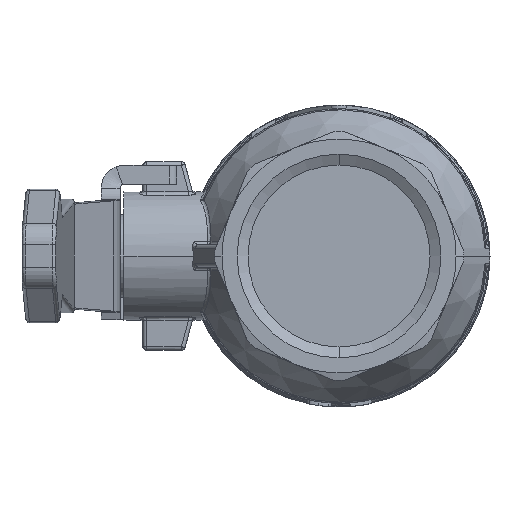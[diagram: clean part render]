
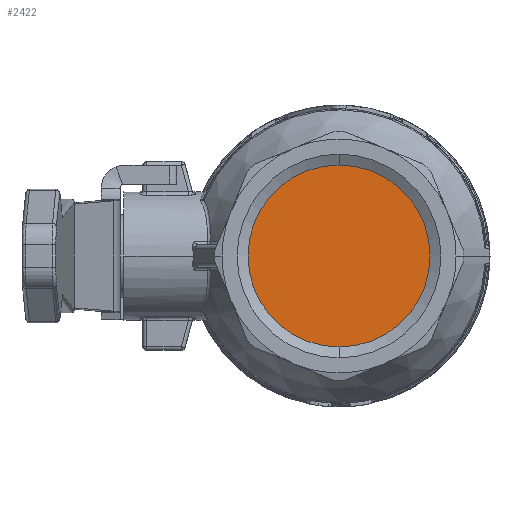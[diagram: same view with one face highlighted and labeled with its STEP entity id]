
A CAD part, left-side view. The second image highlights one B-rep face of the part: STEP entity #2422.
In plain terms, the highlighted planar face has unit normal (-1, 0, 0).
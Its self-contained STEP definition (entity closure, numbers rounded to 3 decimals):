
#2422=ADVANCED_FACE('NONE',(#5329),#5330,.F.);
#5329=FACE_OUTER_BOUND('',#12772,.T.);
#5330=PLANE('',#12773);
#12772=EDGE_LOOP('',(#20779,#20780));
#12773=AXIS2_PLACEMENT_3D('',#20781,#20782,#20783);
#20779=ORIENTED_EDGE('',*,*,#24542,.T.);
#20780=ORIENTED_EDGE('',*,*,#26584,.T.);
#20781=CARTESIAN_POINT('',(-17.0,10.779,0.));
#20782=DIRECTION('',(1.0,0.0,0.0));
#20783=DIRECTION('',(0.0,0.,-1.0));
#24542=EDGE_CURVE('NONE',#28664,#28662,#28665,.T.);
#26584=EDGE_CURVE('NONE',#28662,#28664,#31622,.T.);
#28662=VERTEX_POINT('NONE',#34852);
#28664=VERTEX_POINT('NONE',#34855);
#28665=CIRCLE('',#34856,12.059);
#31622=CIRCLE('',#43288,12.059);
#34852=CARTESIAN_POINT('',(-17.0,12.059,0.));
#34855=CARTESIAN_POINT('',(-17.0,-12.059,0.));
#34856=AXIS2_PLACEMENT_3D('',#47767,#47768,#47769);
#43288=AXIS2_PLACEMENT_3D('',#49111,#49112,#49113);
#47767=CARTESIAN_POINT('',(-17.0,0.0,0.0));
#47768=DIRECTION('',(-1.0,-0.0,0.0));
#47769=DIRECTION('',(0.0,-1.0,0.));
#49111=CARTESIAN_POINT('',(-17.0,0.0,0.0));
#49112=DIRECTION('',(-1.0,-0.0,0.0));
#49113=DIRECTION('',(0.0,-1.0,0.));
